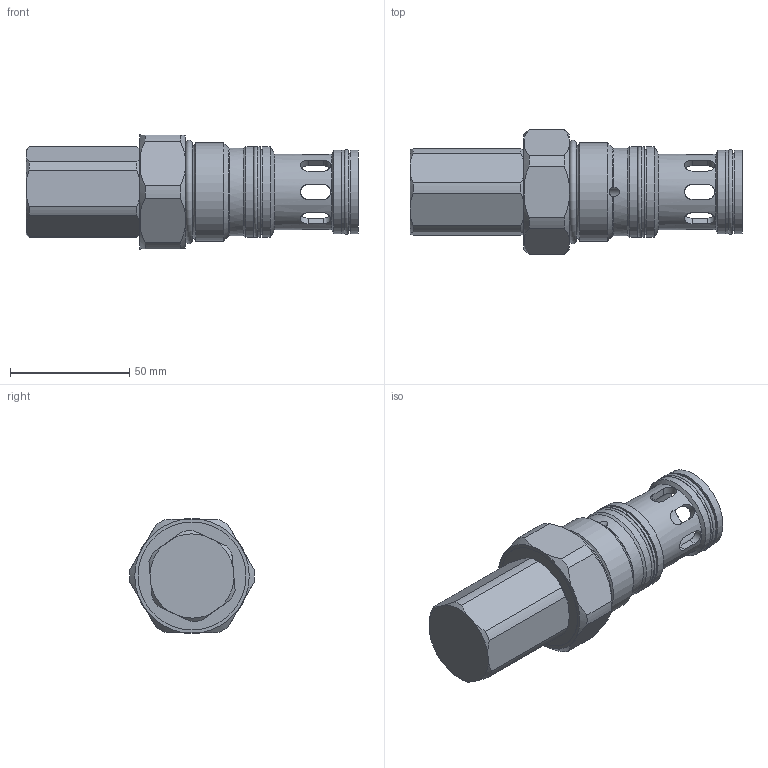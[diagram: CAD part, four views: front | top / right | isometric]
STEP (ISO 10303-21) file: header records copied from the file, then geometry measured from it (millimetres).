
FILE_DESCRIPTION((''),'2;1');
FILE_NAME('HSR1601.stp','2016-03-08T12:28:21',('JGroves'),(''),'Autodesk Inventor 2012','Autodesk Inventor 2012','');
FILE_SCHEMA(('AUTOMOTIVE_DESIGN { 1 0 10303 214 1 1 1 1 }'));
Length unit declared in the file: inch
Products named in the file (1): L400795HS01(HSR1601) (2)_Shrinkwrap_1
Bounding box: 139.19 x 52.31 x 48.19 mm (x, y, z)
Surface area: 32182.2 mm2 (no closed solid volume)
Topology: 0 solids, 16 shells, 123 faces, 362 edges, 247 vertices
Faces by surface type: plane 45, cylinder 45, cone 27, torus 6
Full cylindrical faces by diameter (mm): 3.962 x1, 6.528 x1, 19.05 x2, 25.4 x1, 31.75 x1, 32.156 x1, 34.925 x2, 34.95 x1, 35.331 x1, 36.83 x1, 38.1 x2, 38.151 x1, 38.329 x1, 41.275 x1
Entity records: 4654 total; most frequent: CARTESIAN_POINT 1428, ORIENTED_EDGE 604, DIRECTION 584, EDGE_CURVE 323, VERTEX_POINT 238, AXIS2_PLACEMENT_3D 236, EDGE_LOOP 182, FACE_OUTER_BOUND 123
